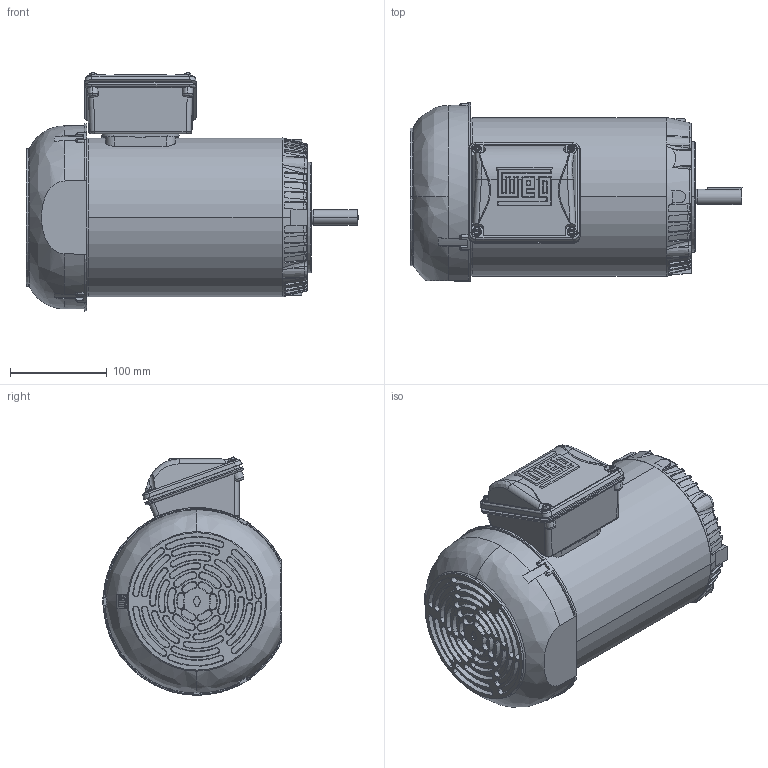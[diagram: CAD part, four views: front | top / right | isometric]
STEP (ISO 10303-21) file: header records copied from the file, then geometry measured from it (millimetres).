
FILE_DESCRIPTION (( 'STEP AP214' ), '1' );
FILE_NAME ('56C_3PH_TEFC_GP_13504_FL fxt.STEP', '2022-10-05T18:18:04', ( '' ), ( '' ), 'SwSTEP 2.0', 'SolidWorks 2021', '' );
FILE_SCHEMA (( 'AUTOMOTIVE_DESIGN' ));
Length unit declared in the file: inch
Products named in the file (1): 56C_3PH_TEFC_GP_13504_FL fxt
Bounding box: 343.1 x 184.2 x 246.32 mm (x, y, z)
Volume: 6886981.6 mm3; surface area: 363844.6 mm2
Topology: 12 solids, 28 shells, 1274 faces, 3326 edges, 2158 vertices
Faces by surface type: plane 471, cone 324, cylinder 275, bspline 204
Entity records: 47987 total; most frequent: CARTESIAN_POINT 19250, ORIENTED_EDGE 6618, DIRECTION 5124, EDGE_CURVE 3309, VERTEX_POINT 2158, AXIS2_PLACEMENT_3D 1946, EDGE_LOOP 1341, ADVANCED_FACE 1274
